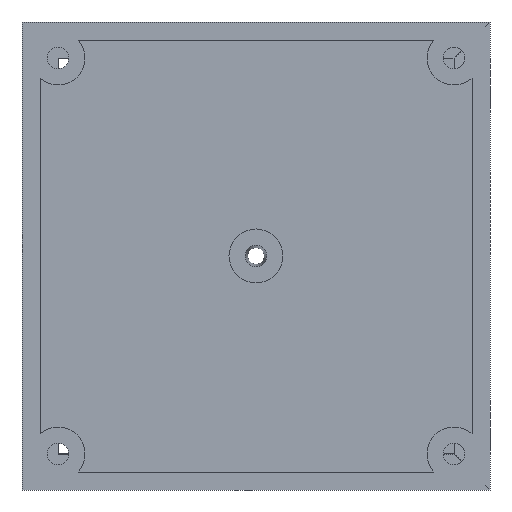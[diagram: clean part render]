
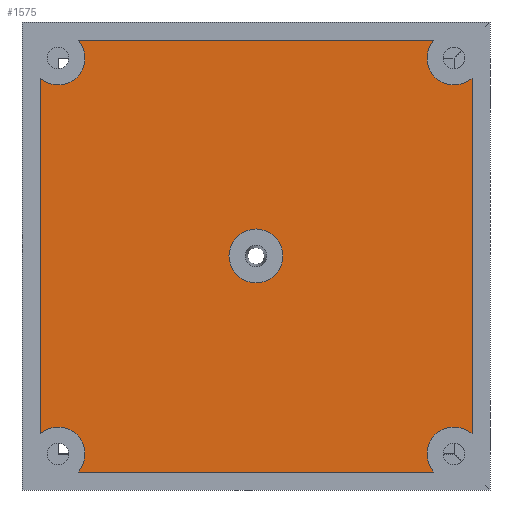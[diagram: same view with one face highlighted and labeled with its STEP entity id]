
A CAD part, front view. The second image highlights one B-rep face of the part: STEP entity #1575.
In plain terms, the highlighted planar face has unit normal (0, -1, 0).
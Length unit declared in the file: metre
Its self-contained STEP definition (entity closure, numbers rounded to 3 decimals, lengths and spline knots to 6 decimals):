
#59=CIRCLE('',#1775,0.00375);
#60=CIRCLE('',#1778,0.00375);
#61=CIRCLE('',#1781,0.00375);
#62=CIRCLE('',#1784,0.00375);
#63=CIRCLE('',#1787,0.00375);
#313=ORIENTED_EDGE('',*,*,#630,.F.);
#314=ORIENTED_EDGE('',*,*,#633,.F.);
#315=ORIENTED_EDGE('',*,*,#635,.F.);
#316=ORIENTED_EDGE('',*,*,#637,.F.);
#317=ORIENTED_EDGE('',*,*,#639,.F.);
#318=ORIENTED_EDGE('',*,*,#641,.T.);
#319=ORIENTED_EDGE('',*,*,#643,.F.);
#320=ORIENTED_EDGE('',*,*,#644,.F.);
#321=ORIENTED_EDGE('',*,*,#645,.F.);
#630=EDGE_CURVE('',#808,#809,#59,.T.);
#633=EDGE_CURVE('',#810,#808,#956,.T.);
#635=EDGE_CURVE('',#811,#810,#60,.T.);
#637=EDGE_CURVE('',#812,#811,#959,.T.);
#639=EDGE_CURVE('',#813,#812,#61,.T.);
#641=EDGE_CURVE('',#813,#814,#962,.T.);
#643=EDGE_CURVE('',#815,#814,#62,.T.);
#644=EDGE_CURVE('',#809,#815,#964,.T.);
#645=EDGE_CURVE('',#816,#816,#63,.T.);
#808=VERTEX_POINT('',#2550);
#809=VERTEX_POINT('',#2552);
#810=VERTEX_POINT('',#2556);
#811=VERTEX_POINT('',#2560);
#812=VERTEX_POINT('',#2564);
#813=VERTEX_POINT('',#2568);
#814=VERTEX_POINT('',#2572);
#815=VERTEX_POINT('',#2576);
#816=VERTEX_POINT('',#2582);
#956=LINE('',#2557,#1113);
#959=LINE('',#2565,#1116);
#962=LINE('',#2573,#1119);
#964=LINE('',#2579,#1121);
#1113=VECTOR('',#2081,1.);
#1116=VECTOR('',#2090,1.);
#1119=VECTOR('',#2099,1.);
#1121=VECTOR('',#2107,1.);
#1252=EDGE_LOOP('',(#313,#314,#315,#316,#317,#318,#319,#320));
#1253=EDGE_LOOP('',(#321));
#1391=FACE_BOUND('',#1252,.T.);
#1392=FACE_BOUND('',#1253,.T.);
#1493=PLANE('',#1789);
#1575=ADVANCED_FACE('',(#1391,#1392),#1493,.T.);
#1775=AXIS2_PLACEMENT_3D('',#2551,#2075,#2076);
#1778=AXIS2_PLACEMENT_3D('',#2561,#2085,#2086);
#1781=AXIS2_PLACEMENT_3D('',#2569,#2094,#2095);
#1784=AXIS2_PLACEMENT_3D('',#2577,#2103,#2104);
#1787=AXIS2_PLACEMENT_3D('',#2581,#2110,#2111);
#1789=AXIS2_PLACEMENT_3D('',#2585,#2114,#2115);
#2075=DIRECTION('',(0.,-1.,0.));
#2076=DIRECTION('',(0.,0.,-1.));
#2081=DIRECTION('',(0.,0.,1.));
#2085=DIRECTION('',(0.,-1.,0.));
#2086=DIRECTION('',(0.,0.,-1.));
#2090=DIRECTION('',(-1.,0.,0.));
#2094=DIRECTION('',(0.,-1.,0.));
#2095=DIRECTION('',(0.,0.,-1.));
#2099=DIRECTION('',(0.,0.,1.));
#2103=DIRECTION('',(0.,-1.,0.));
#2104=DIRECTION('',(0.,0.,-1.));
#2107=DIRECTION('',(1.,0.,0.));
#2110=DIRECTION('',(0.,-1.,0.));
#2111=DIRECTION('',(0.,0.,-1.));
#2114=DIRECTION('',(0.,-1.,0.));
#2115=DIRECTION('',(1.,0.,0.));
#2550=CARTESIAN_POINT('',(-0.2375,-0.0075,0.057205));
#2551=CARTESIAN_POINT('',(-0.235,-0.0075,0.06));
#2552=CARTESIAN_POINT('',(-0.232205,-0.0075,0.0625));
#2556=CARTESIAN_POINT('',(-0.2375,-0.0075,0.007795));
#2557=CARTESIAN_POINT('',(-0.2375,-0.0075,0.018273));
#2560=CARTESIAN_POINT('',(-0.232205,-0.0075,0.0025));
#2561=CARTESIAN_POINT('',(-0.235,-0.0075,0.005));
#2564=CARTESIAN_POINT('',(-0.182795,-0.0075,0.0025));
#2565=CARTESIAN_POINT('',(-0.2075,-0.0075,0.0025));
#2568=CARTESIAN_POINT('',(-0.1775,-0.0075,0.007795));
#2569=CARTESIAN_POINT('',(-0.18,-0.0075,0.005));
#2572=CARTESIAN_POINT('',(-0.1775,-0.0075,0.057205));
#2573=CARTESIAN_POINT('',(-0.1775,-0.0075,0.0325));
#2576=CARTESIAN_POINT('',(-0.182795,-0.0075,0.0625));
#2577=CARTESIAN_POINT('',(-0.18,-0.0075,0.06));
#2579=CARTESIAN_POINT('',(-0.2075,-0.0075,0.0625));
#2581=CARTESIAN_POINT('',(-0.2075,-0.0075,0.0325));
#2582=CARTESIAN_POINT('',(-0.2075,-0.0075,0.02875));
#2585=CARTESIAN_POINT('',(-0.2075,-0.0075,0.0325));
